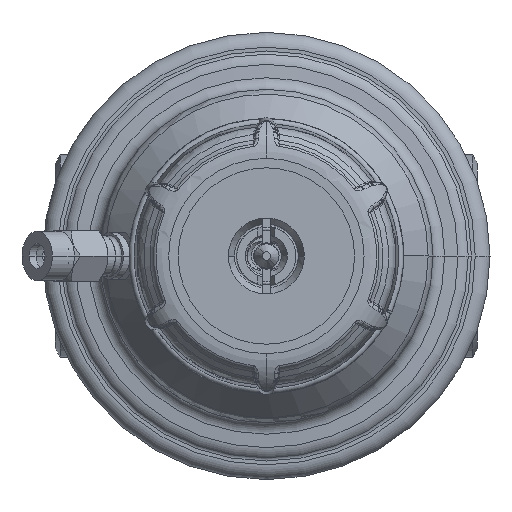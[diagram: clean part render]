
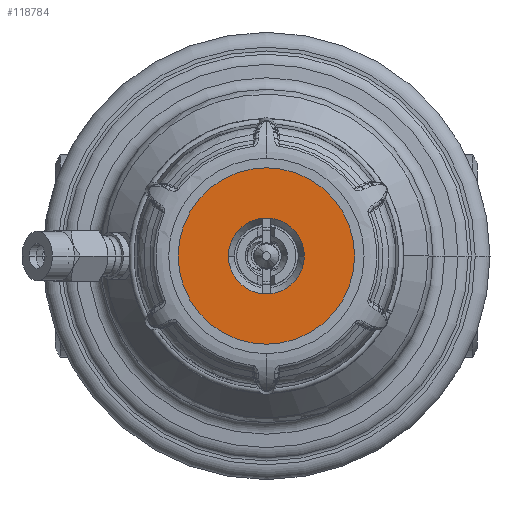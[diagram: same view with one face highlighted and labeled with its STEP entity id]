
A CAD part, front view. The second image highlights one B-rep face of the part: STEP entity #118784.
In plain terms, the highlighted planar face has unit normal (0, -1, 0).
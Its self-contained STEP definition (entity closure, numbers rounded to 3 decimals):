
#64603=CARTESIAN_POINT('',(0.,-232.232,0.));
#64604=DIRECTION('',(0.,1.,0.));
#64605=DIRECTION('',(0.,0.,-1.));
#64606=AXIS2_PLACEMENT_3D('',#64603,#64604,#64605);
#64608=CARTESIAN_POINT('',(0.,-232.232,0.));
#64609=DIRECTION('',(0.,-1.,0.));
#64610=DIRECTION('',(0.,0.,-1.));
#64611=AXIS2_PLACEMENT_3D('',#64608,#64609,#64610);
#64613=CARTESIAN_POINT('',(0.,-232.232,0.));
#64614=DIRECTION('',(0.,-1.,0.));
#64615=DIRECTION('',(0.,0.,1.));
#64616=AXIS2_PLACEMENT_3D('',#64613,#64614,#64615);
#64631=CARTESIAN_POINT('',(0.,-232.232,0.));
#64632=DIRECTION('',(0.,1.,0.));
#64633=DIRECTION('',(0.,0.,1.));
#64634=AXIS2_PLACEMENT_3D('',#64631,#64632,#64633);
#83299=CARTESIAN_POINT('',(0.,-232.232,-20.9));
#83301=VERTEX_POINT('',#83299);
#83303=CARTESIAN_POINT('',(0.,-232.232,20.9));
#83305=VERTEX_POINT('',#83303);
#83311=CARTESIAN_POINT('',(0.,-232.232,9.));
#83312=CARTESIAN_POINT('',(0.,-232.232,-9.));
#83313=VERTEX_POINT('',#83311);
#83314=VERTEX_POINT('',#83312);
#118769=CARTESIAN_POINT('',(0.,-232.232,0.));
#118770=DIRECTION('',(0.,-1.,0.));
#118771=DIRECTION('',(0.,0.,-1.));
#118772=AXIS2_PLACEMENT_3D('',#118769,#118770,#118771);
#118773=PLANE('',#118772);
#118774=ORIENTED_EDGE('',*,*,#118751,.T.);
#118775=ORIENTED_EDGE('',*,*,#118762,.F.);
#118776=EDGE_LOOP('',(#118774,#118775));
#118777=FACE_OUTER_BOUND('',#118776,.F.);
#118779=ORIENTED_EDGE('',*,*,#118778,.T.);
#118781=ORIENTED_EDGE('',*,*,#118780,.F.);
#118782=EDGE_LOOP('',(#118779,#118781));
#118783=FACE_BOUND('',#118782,.F.);
#64607=CIRCLE('',#64606,20.9);
#64612=CIRCLE('',#64611,20.9);
#64617=CIRCLE('',#64616,9.);
#64635=CIRCLE('',#64634,9.);
#118751=EDGE_CURVE('',#83301,#83305,#64607,.T.);
#118762=EDGE_CURVE('',#83301,#83305,#64612,.T.);
#118778=EDGE_CURVE('',#83313,#83314,#64617,.T.);
#118780=EDGE_CURVE('',#83313,#83314,#64635,.T.);
#118784=ADVANCED_FACE('',(#118777,#118783),#118773,.T.);
